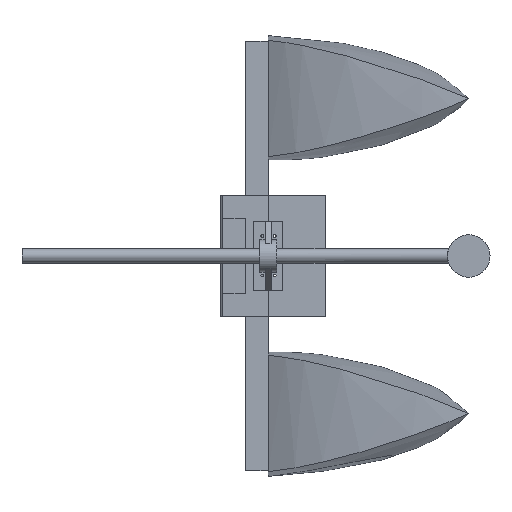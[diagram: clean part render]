
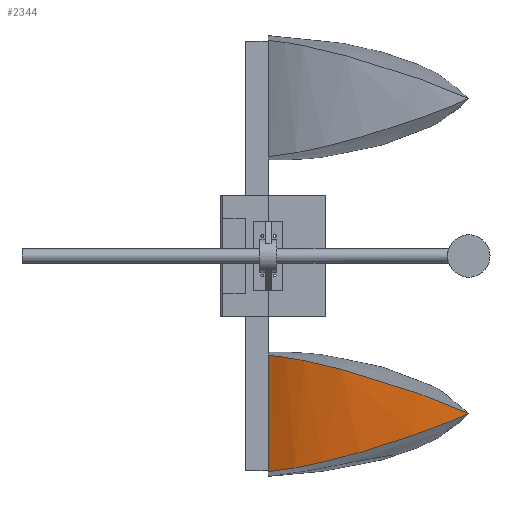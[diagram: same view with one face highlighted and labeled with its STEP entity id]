
A CAD part, left-side view. The second image highlights one B-rep face of the part: STEP entity #2344.
In plain terms, the highlighted free-form (B-spline) face has degree [1, 3] with [3, 10] control points.
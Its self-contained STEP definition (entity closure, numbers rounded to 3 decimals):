
#29=B_SPLINE_SURFACE_WITH_KNOTS('',1,3,((#4059,#4060,#4061,#4062,#4063,
#4064,#4065,#4066,#4067,#4068),(#4069,#4070,#4071,#4072,#4073,#4074,#4075,
#4076,#4077,#4078),(#4079,#4080,#4081,#4082,#4083,#4084,#4085,#4086,#4087,
#4088)),.UNSPECIFIED.,.F.,.F.,.F.,(2,1,2),(4,3,3,4),(-1.202,
0.,2.875),(-0.512,-0.444,-0.03,
0.),.UNSPECIFIED.);
#73=B_SPLINE_CURVE_WITH_KNOTS('',3,(#4045,#4046,#4047,#4048,#4049,#4050,
#4051,#4052,#4053,#4054),.UNSPECIFIED.,.F.,.F.,(4,2,2,2,4),(5.783,
5.788,8.127,15.657,15.66),
 .UNSPECIFIED.);
#75=B_SPLINE_CURVE_WITH_KNOTS('',3,(#4089,#4090,#4091,#4092,#4093,#4094,
#4095,#4096,#4097,#4098,#4099,#4100,#4101,#4102,#4103,#4104,#4105,#4106,
#4107,#4108,#4109,#4110,#4111,#4112,#4113,#4114,#4115,#4116,#4117,#4118,
#4119,#4120,#4121,#4122,#4123,#4124,#4125,#4126,#4127,#4128,#4129,#4130,
#4131),.UNSPECIFIED.,.F.,.F.,(4,3,3,3,3,3,3,3,3,3,3,3,3,3,4),(-0.004,
0.,3.9,5.078,6.072,10.837,
11.603,12.362,13.982,14.792,15.197,
15.399,15.517,15.589,15.602),
 .UNSPECIFIED.);
#218=LINE('',#3599,#472);
#472=VECTOR('',#2737,10.);
#710=FACE_OUTER_BOUND('',#846,.T.);
#846=EDGE_LOOP('',(#1929,#1930,#1931));
#1038=VERTEX_POINT('',#3592);
#1039=VERTEX_POINT('',#3598);
#1097=VERTEX_POINT('',#4039);
#1273=EDGE_CURVE('',#1038,#1039,#218,.T.);
#1403=EDGE_CURVE('',#1038,#1097,#73,.T.);
#1405=EDGE_CURVE('',#1097,#1039,#75,.T.);
#1929=ORIENTED_EDGE('',*,*,#1405,.T.);
#1930=ORIENTED_EDGE('',*,*,#1273,.F.);
#1931=ORIENTED_EDGE('',*,*,#1403,.T.);
#2344=ADVANCED_FACE('',(#710),#29,.F.);
#2737=DIRECTION('',(0.,0.,1.));
#3592=CARTESIAN_POINT('',(69.832,200.,-376.537));
#3598=CARTESIAN_POINT('',(69.832,200.,-173.463));
#3599=CARTESIAN_POINT('',(69.832,200.,-366.537));
#4039=CARTESIAN_POINT('',(0.,-150.,-275.));
#4045=CARTESIAN_POINT('Ctrl Pts',(69.832,200.,-376.537));
#4046=CARTESIAN_POINT('Ctrl Pts',(69.796,199.938,-376.532));
#4047=CARTESIAN_POINT('Ctrl Pts',(69.76,199.877,-376.526));
#4048=CARTESIAN_POINT('Ctrl Pts',(52.116,169.788,-373.783));
#4049=CARTESIAN_POINT('Ctrl Pts',(39.371,136.13,-367.392));
#4050=CARTESIAN_POINT('Ctrl Pts',(0.01,-1.987,
-334.717));
#4051=CARTESIAN_POINT('Ctrl Pts',(0.,-116.711,
-291.334));
#4052=CARTESIAN_POINT('Ctrl Pts',(0.,-149.979,
-275.01));
#4053=CARTESIAN_POINT('Ctrl Pts',(0.,-149.989,
-275.005));
#4054=CARTESIAN_POINT('Ctrl Pts',(0.,-150.,-275.));
#4059=CARTESIAN_POINT('Ctrl Pts',(105.604,258.97,-637.062));
#4060=CARTESIAN_POINT('Ctrl Pts',(94.424,240.56,-631.969));
#4061=CARTESIAN_POINT('Ctrl Pts',(83.245,222.15,-626.875));
#4062=CARTESIAN_POINT('Ctrl Pts',(72.066,203.74,-621.782));
#4063=CARTESIAN_POINT('Ctrl Pts',(4.821,93.003,-591.145));
#4064=CARTESIAN_POINT('Ctrl Pts',(0.323,-80.356,-380.45));
#4065=CARTESIAN_POINT('Ctrl Pts',(0.022,-139.179,
-292.023));
#4066=CARTESIAN_POINT('Ctrl Pts',(0.,-143.397,
-285.683));
#4067=CARTESIAN_POINT('Ctrl Pts',(0.,-147.025,
-279.971));
#4068=CARTESIAN_POINT('Ctrl Pts',(0.,-150.,-275.));
#4069=CARTESIAN_POINT('Ctrl Pts',(105.604,258.97,-381.347));
#4070=CARTESIAN_POINT('Ctrl Pts',(94.424,240.56,-379.851));
#4071=CARTESIAN_POINT('Ctrl Pts',(83.245,222.15,-378.355));
#4072=CARTESIAN_POINT('Ctrl Pts',(72.066,203.74,-376.859));
#4073=CARTESIAN_POINT('Ctrl Pts',(4.821,93.003,-367.86));
#4074=CARTESIAN_POINT('Ctrl Pts',(0.323,-80.356,-305.974));
#4075=CARTESIAN_POINT('Ctrl Pts',(0.022,-139.179,-280.));
#4076=CARTESIAN_POINT('Ctrl Pts',(0.,-143.397,
-278.138));
#4077=CARTESIAN_POINT('Ctrl Pts',(0.,-147.025,
-276.46));
#4078=CARTESIAN_POINT('Ctrl Pts',(0.,-150.,-275.));
#4079=CARTESIAN_POINT('Ctrl Pts',(105.604,258.97,230.162));
#4080=CARTESIAN_POINT('Ctrl Pts',(94.424,240.56,223.056));
#4081=CARTESIAN_POINT('Ctrl Pts',(83.245,222.15,215.949));
#4082=CARTESIAN_POINT('Ctrl Pts',(72.066,203.74,208.843));
#4083=CARTESIAN_POINT('Ctrl Pts',(4.821,93.003,166.097));
#4084=CARTESIAN_POINT('Ctrl Pts',(0.323,-80.356,-127.872));
#4085=CARTESIAN_POINT('Ctrl Pts',(0.022,-139.179,
-251.249));
#4086=CARTESIAN_POINT('Ctrl Pts',(0.,-143.397,
-260.095));
#4087=CARTESIAN_POINT('Ctrl Pts',(0.,-147.025,
-268.064));
#4088=CARTESIAN_POINT('Ctrl Pts',(0.,-150.,-275.));
#4089=CARTESIAN_POINT('Ctrl Pts',(0.,-150.,-275.));
#4090=CARTESIAN_POINT('Ctrl Pts',(0.,-149.989,
-274.995));
#4091=CARTESIAN_POINT('Ctrl Pts',(0.,-149.979,
-274.99));
#4092=CARTESIAN_POINT('Ctrl Pts',(0.,-149.968,
-274.984));
#4093=CARTESIAN_POINT('Ctrl Pts',(0.,-138.296,
-269.257));
#4094=CARTESIAN_POINT('Ctrl Pts',(0.002,-116.672,
-260.232));
#4095=CARTESIAN_POINT('Ctrl Pts',(1.291,-88.981,-249.847));
#4096=CARTESIAN_POINT('Ctrl Pts',(1.681,-80.62,-246.712));
#4097=CARTESIAN_POINT('Ctrl Pts',(2.187,-71.705,-243.452));
#4098=CARTESIAN_POINT('Ctrl Pts',(2.846,-62.344,-240.123));
#4099=CARTESIAN_POINT('Ctrl Pts',(3.402,-54.446,-237.313));
#4100=CARTESIAN_POINT('Ctrl Pts',(4.072,-46.189,-234.44));
#4101=CARTESIAN_POINT('Ctrl Pts',(4.849,-37.891,-231.62));
#4102=CARTESIAN_POINT('Ctrl Pts',(8.576,1.897,-218.1));
#4103=CARTESIAN_POINT('Ctrl Pts',(14.848,43.748,-205.366));
#4104=CARTESIAN_POINT('Ctrl Pts',(24.806,83.751,-195.181));
#4105=CARTESIAN_POINT('Ctrl Pts',(26.407,90.183,-193.543));
#4106=CARTESIAN_POINT('Ctrl Pts',(28.103,96.568,-191.971));
#4107=CARTESIAN_POINT('Ctrl Pts',(29.898,102.888,-190.473));
#4108=CARTESIAN_POINT('Ctrl Pts',(31.678,109.154,-188.987));
#4109=CARTESIAN_POINT('Ctrl Pts',(33.579,115.444,-187.553));
#4110=CARTESIAN_POINT('Ctrl Pts',(35.616,121.741,-186.183));
#4111=CARTESIAN_POINT('Ctrl Pts',(39.961,135.171,-183.262));
#4112=CARTESIAN_POINT('Ctrl Pts',(44.919,148.613,-180.637));
#4113=CARTESIAN_POINT('Ctrl Pts',(50.589,161.758,-178.465));
#4114=CARTESIAN_POINT('Ctrl Pts',(53.424,168.331,-177.379));
#4115=CARTESIAN_POINT('Ctrl Pts',(56.436,174.83,-176.406));
#4116=CARTESIAN_POINT('Ctrl Pts',(59.639,181.216,-175.566));
#4117=CARTESIAN_POINT('Ctrl Pts',(61.24,184.409,-175.146));
#4118=CARTESIAN_POINT('Ctrl Pts',(62.889,187.573,-174.759));
#4119=CARTESIAN_POINT('Ctrl Pts',(64.587,190.705,-174.408));
#4120=CARTESIAN_POINT('Ctrl Pts',(65.436,192.271,-174.232));
#4121=CARTESIAN_POINT('Ctrl Pts',(66.298,193.829,-174.065));
#4122=CARTESIAN_POINT('Ctrl Pts',(67.171,195.377,-173.908));
#4123=CARTESIAN_POINT('Ctrl Pts',(67.679,196.277,-173.816));
#4124=CARTESIAN_POINT('Ctrl Pts',(68.191,197.174,-173.728));
#4125=CARTESIAN_POINT('Ctrl Pts',(68.707,198.067,-173.643));
#4126=CARTESIAN_POINT('Ctrl Pts',(69.022,198.614,-173.59));
#4127=CARTESIAN_POINT('Ctrl Pts',(69.339,199.159,-173.54));
#4128=CARTESIAN_POINT('Ctrl Pts',(69.658,199.702,-173.49));
#4129=CARTESIAN_POINT('Ctrl Pts',(69.715,199.801,-173.481));
#4130=CARTESIAN_POINT('Ctrl Pts',(69.772,199.898,-173.472));
#4131=CARTESIAN_POINT('Ctrl Pts',(69.832,200.,-173.463));
